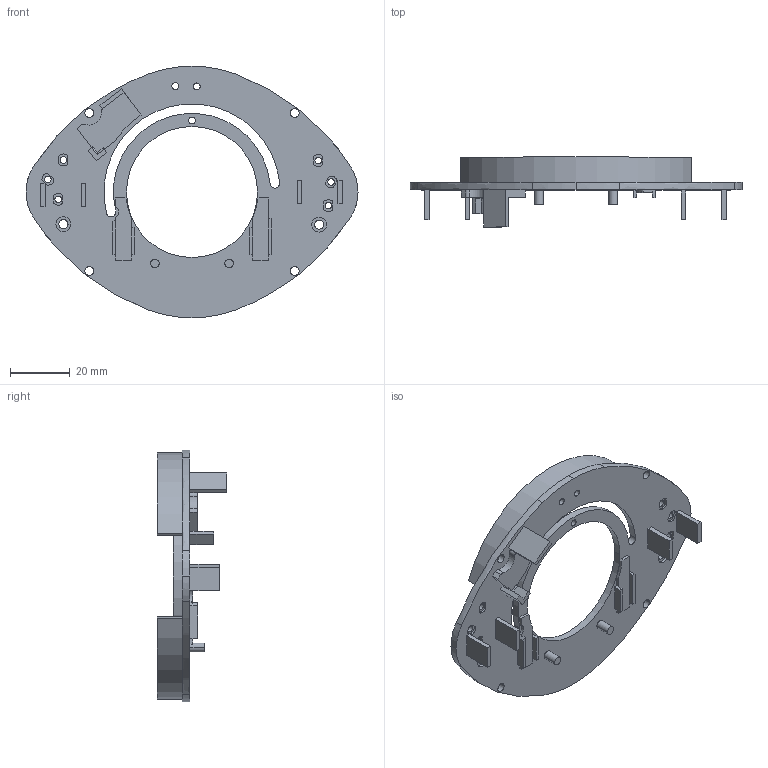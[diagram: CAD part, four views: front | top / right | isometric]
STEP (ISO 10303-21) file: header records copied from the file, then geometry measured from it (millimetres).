
FILE_DESCRIPTION((''),'2;1');
FILE_NAME('07-SUPPORT1_TEST','2022-07-25T08:40:24',('cao3'),(''),'CREO PARAMETRIC BY PTC INC, 2020454','CREO PARAMETRIC BY PTC INC, 2020454','');
FILE_SCHEMA(('CONFIG_CONTROL_DESIGN'));
Length unit declared in the file: millimetre
Products named in the file (1): 07-SUPPORT1_TEST
Bounding box: 111.5 x 23.5 x 84.5 mm (x, y, z)
Volume: 16255.3 mm3; surface area: 17833.1 mm2
Topology: 1 solids, 1 shells, 204 faces, 527 edges, 348 vertices
Faces by surface type: plane 115, cylinder 77, extrusion 12
Entity records: 6627 total; most frequent: CARTESIAN_POINT 1433, ORIENTED_EDGE 1054, DIRECTION 1046, EDGE_CURVE 527, VECTOR 362, LINE 350, VERTEX_POINT 348, AXIS2_PLACEMENT_3D 342
